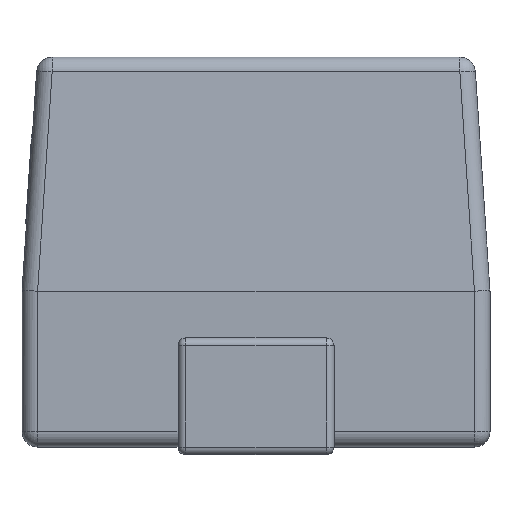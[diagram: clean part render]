
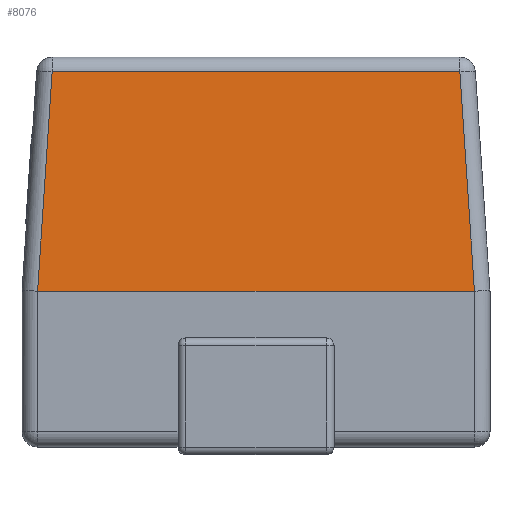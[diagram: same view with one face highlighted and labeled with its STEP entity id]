
A CAD part, left-side view. The second image highlights one B-rep face of the part: STEP entity #8076.
In plain terms, the highlighted planar face has unit normal (-0.998, 0, 0.067).
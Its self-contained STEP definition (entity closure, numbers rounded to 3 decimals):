
#161 = VECTOR ( 'NONE', #7631, 1000. ) ;
#282 = LINE ( 'NONE', #11063, #9558 ) ;
#421 = EDGE_CURVE ( 'NONE', #11867, #5186, #8422, .T. ) ;
#430 = LINE ( 'NONE', #13726, #5256 ) ;
#1248 = EDGE_CURVE ( 'NONE', #13891, #3412, #4737, .T. ) ;
#1575 = VERTEX_POINT ( 'NONE', #2286 ) ;
#2064 = EDGE_CURVE ( 'NONE', #13891, #11867, #282, .T. ) ;
#2286 = CARTESIAN_POINT ( 'NONE',  ( -0.4, 0.28, 0.3 ) ) ;
#2830 = PLANE ( 'NONE',  #10094 ) ;
#3412 = VERTEX_POINT ( 'NONE', #4457 ) ;
#3726 = DIRECTION ( 'NONE',  ( 0., 1., 0. ) ) ;
#4165 = CARTESIAN_POINT ( 'NONE',  ( -0.4, 0.28, 0.3 ) ) ;
#4457 = CARTESIAN_POINT ( 'NONE',  ( -0.4, -0.28, 0.3 ) ) ;
#4595 = EDGE_CURVE ( 'NONE', #3412, #1575, #430, .T. ) ;
#4707 = DIRECTION ( 'NONE',  ( 0.066, 0.066, 0.996 ) ) ;
#4737 = LINE ( 'NONE', #6062, #8592 ) ;
#4891 = EDGE_LOOP ( 'NONE', ( #12360, #7684, #6088, #6104, #8139, #6735 ) ) ;
#4992 = CARTESIAN_POINT ( 'NONE',  ( -0.379, 0.259, 0.617 ) ) ;
#5186 = VERTEX_POINT ( 'NONE', #9173 ) ;
#5256 = VECTOR ( 'NONE', #7100, 1000. ) ;
#5880 = EDGE_CURVE ( 'NONE', #1575, #8763, #11945, .T. ) ;
#6062 = CARTESIAN_POINT ( 'NONE',  ( -0.4, 0.3, 0.3 ) ) ;
#6077 = CARTESIAN_POINT ( 'NONE',  ( -0.381, -0.261, 0.581 ) ) ;
#6088 = ORIENTED_EDGE ( 'NONE', *, *, #5880, .F. ) ;
#6104 = ORIENTED_EDGE ( 'NONE', *, *, #4595, .F. ) ;
#6291 = VECTOR ( 'NONE', #3726, 1000. ) ;
#6735 = ORIENTED_EDGE ( 'NONE', *, *, #2064, .T. ) ;
#6945 = LINE ( 'NONE', #4992, #13843 ) ;
#7100 = DIRECTION ( 'NONE',  ( 0., 1., 0. ) ) ;
#7269 = DIRECTION ( 'NONE',  ( 0., 1., 0. ) ) ;
#7631 = DIRECTION ( 'NONE',  ( 0., 1., 0. ) ) ;
#7684 = ORIENTED_EDGE ( 'NONE', *, *, #11278, .T. ) ;
#8076 = ADVANCED_FACE ( 'NONE', ( #9358 ), #2830, .T. ) ;
#8139 = ORIENTED_EDGE ( 'NONE', *, *, #1248, .F. ) ;
#8422 = LINE ( 'NONE', #9254, #6291 ) ;
#8592 = VECTOR ( 'NONE', #7269, 1000. ) ;
#8763 = VERTEX_POINT ( 'NONE', #4165 ) ;
#9173 = CARTESIAN_POINT ( 'NONE',  ( -0.381, 0.261, 0.581 ) ) ;
#9254 = CARTESIAN_POINT ( 'NONE',  ( -0.381, 0., 0.581 ) ) ;
#9358 = FACE_OUTER_BOUND ( 'NONE', #4891, .T. ) ;
#9558 = VECTOR ( 'NONE', #4707, 1000. ) ;
#10094 = AXIS2_PLACEMENT_3D ( 'NONE', #11564, #11630, #10602 ) ;
#10602 = DIRECTION ( 'NONE',  ( 0., 1., 0. ) ) ;
#10904 = CARTESIAN_POINT ( 'NONE',  ( -0.4, 0.3, 0.3 ) ) ;
#11063 = CARTESIAN_POINT ( 'NONE',  ( -0.379, -0.259, 0.617 ) ) ;
#11278 = EDGE_CURVE ( 'NONE', #5186, #8763, #6945, .T. ) ;
#11468 = DIRECTION ( 'NONE',  ( -0.066, 0.066, -0.996 ) ) ;
#11564 = CARTESIAN_POINT ( 'NONE',  ( -0.38, 0., 0.6 ) ) ;
#11630 = DIRECTION ( 'NONE',  ( -0.998, 0., 0.067 ) ) ;
#11867 = VERTEX_POINT ( 'NONE', #6077 ) ;
#11945 = LINE ( 'NONE', #10904, #161 ) ;
#12360 = ORIENTED_EDGE ( 'NONE', *, *, #421, .T. ) ;
#13107 = CARTESIAN_POINT ( 'NONE',  ( -0.4, -0.28, 0.3 ) ) ;
#13726 = CARTESIAN_POINT ( 'NONE',  ( -0.4, 0.3, 0.3 ) ) ;
#13843 = VECTOR ( 'NONE', #11468, 1000. ) ;
#13891 = VERTEX_POINT ( 'NONE', #13107 ) ;
